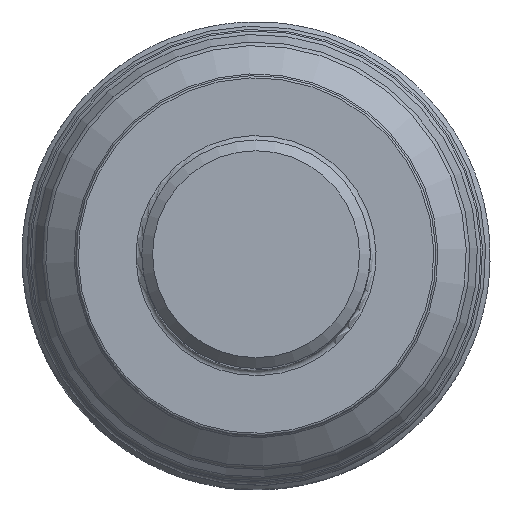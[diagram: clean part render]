
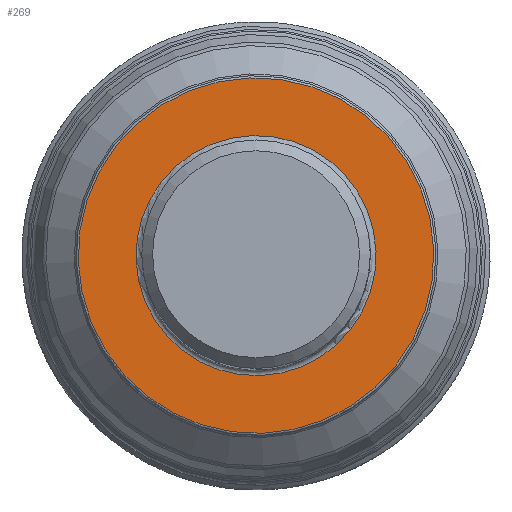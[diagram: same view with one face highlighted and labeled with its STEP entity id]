
A CAD part, top view. The second image highlights one B-rep face of the part: STEP entity #269.
In plain terms, the highlighted planar face has unit normal (0, 0, 1).
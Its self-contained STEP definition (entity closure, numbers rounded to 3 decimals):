
#104=PLANE('',#473);
#135=EDGE_LOOP('',(#179));
#136=EDGE_LOOP('',(#180));
#179=ORIENTED_EDGE('',*,*,#211,.T.);
#180=ORIENTED_EDGE('',*,*,#212,.T.);
#211=EDGE_CURVE('',#339,#339,#233,.T.);
#212=EDGE_CURVE('',#340,#340,#234,.T.);
#233=CIRCLE('',#471,24.7);
#234=CIRCLE('',#472,16.675);
#269=ADVANCED_FACE('CN_SU3',(#306,#307),#104,.T.);
#306=FACE_BOUND('',#135,.T.);
#307=FACE_BOUND('',#136,.T.);
#339=VERTEX_POINT('',#9312);
#340=VERTEX_POINT('',#9314);
#471=AXIS2_PLACEMENT_3D('',#9311,#566,#567);
#472=AXIS2_PLACEMENT_3D('',#9313,#568,#569);
#473=AXIS2_PLACEMENT_3D('',#9315,#570,#571);
#566=DIRECTION('',(0.,0.,1.));
#567=DIRECTION('',(0.978,0.208,0.));
#568=DIRECTION('',(0.,0.,-1.));
#569=DIRECTION('',(0.978,0.208,0.));
#570=DIRECTION('',(0.,0.,1.));
#571=DIRECTION('',(0.978,0.208,0.));
#9311=CARTESIAN_POINT('',(0.,0.,-108.974));
#9312=CARTESIAN_POINT('',(24.16,5.135,-108.974));
#9313=CARTESIAN_POINT('',(0.,0.,-108.974));
#9314=CARTESIAN_POINT('',(16.311,3.467,-108.974));
#9315=CARTESIAN_POINT('',(-25.,0.,-108.974));
